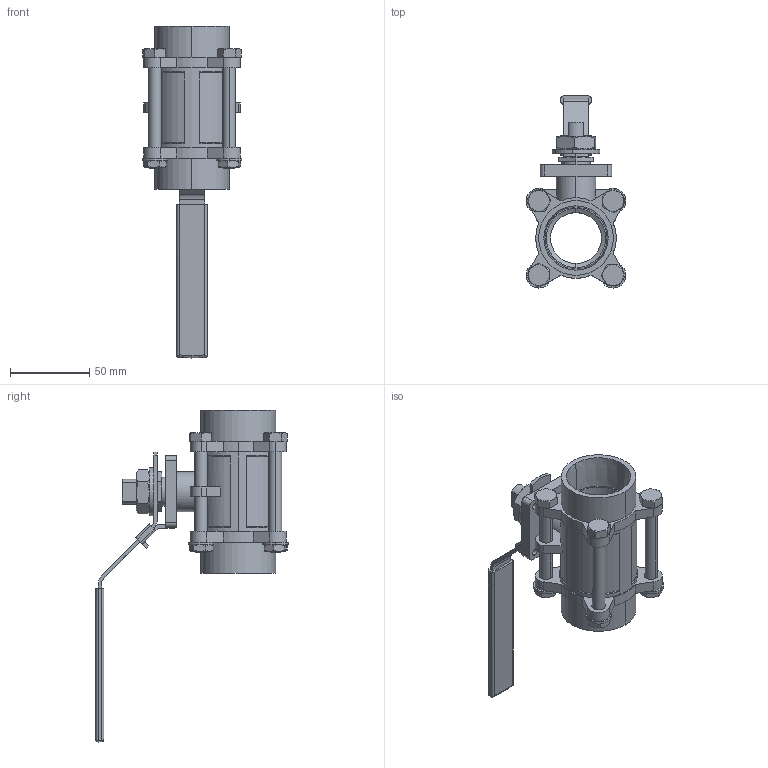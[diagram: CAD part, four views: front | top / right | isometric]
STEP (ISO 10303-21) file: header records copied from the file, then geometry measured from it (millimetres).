
FILE_DESCRIPTION (( 'STEP AP203' ), '1' );
FILE_NAME ('V-105MT-PN63-DN32.STEP', '2019-11-14T08:30:23', ( '' ), ( '' ), 'SwSTEP 2.0', 'SolidWorks 2012', '' );
FILE_SCHEMA (( 'CONFIG_CONTROL_DESIGN' ));
Length unit declared in the file: millimetre
Products named in the file (8): V-105MT-PN63_DN32-BODY; V-105MT-PN63-DN32; Hexagon Thin Nut ISO - 4035 - M16 - N_Hexagon Thin Nut ISO - 4035 - M16 - N; Washer ISO 7089 - 16_Washer ISO 7089 - 16; Hexagon Thin Nut ISO - 4035 - M8 - C_Hexagon Thin Nut ISO - 4035 - M8 - C; Washer ISO 7089 - 8_Washer ISO 7089 - 8; ISO 4015 - M8 x 70 x 22-C_ISO 4015 - M8 x 70 x 22-C; V-105M-HANDLE_154L
Assembly tree (16 placements, depth 2):
  V-105MT-PN63-DN32
    V-105MT-PN63_DN32-BODY
    V-105M-HANDLE_154L
    ISO 4015 - M8 x 70 x 22-C_ISO 4015 - M8 x 70 x 22-C  x4
    Washer ISO 7089 - 8_Washer ISO 7089 - 8  x4
    Hexagon Thin Nut ISO - 4035 - M8 - C_Hexagon Thin Nut ISO - 4035 - M8 - C  x4
    Washer ISO 7089 - 16_Washer ISO 7089 - 16
    Hexagon Thin Nut ISO - 4035 - M16 - N_Hexagon Thin Nut ISO - 4035 - M16 - N
Bounding box: 62.67 x 120.83 x 208.83 mm (x, y, z)
Volume: 151772 mm3; surface area: 68302.8 mm2
Topology: 16 solids, 17 shells, 670 faces, 1641 edges, 1047 vertices
Faces by surface type: plane 320, cylinder 153, cone 135, bspline 59, torus 3
Entity records: 20293 total; most frequent: CARTESIAN_POINT 7013, ORIENTED_EDGE 2610, DIRECTION 2347, EDGE_CURVE 1305, VERTEX_POINT 849, AXIS2_PLACEMENT_3D 789, LINE 769, VECTOR 769
